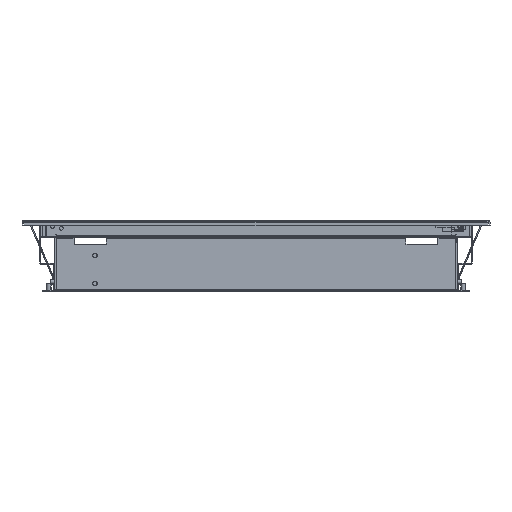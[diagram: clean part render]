
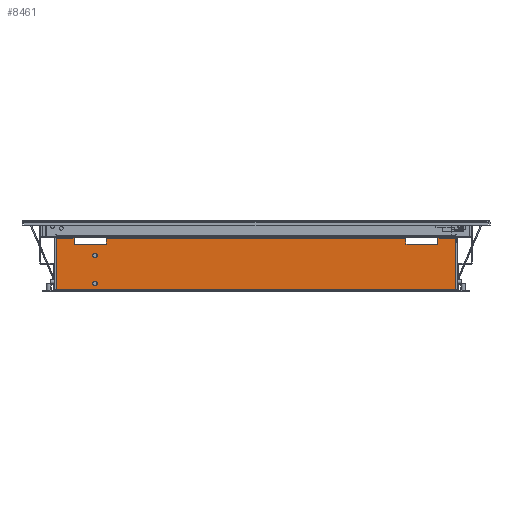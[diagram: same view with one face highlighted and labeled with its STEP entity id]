
A CAD part, front view. The second image highlights one B-rep face of the part: STEP entity #8461.
In plain terms, the highlighted planar face has unit normal (0, -1, 0).
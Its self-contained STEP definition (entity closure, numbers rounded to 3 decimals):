
#203 = EDGE_LOOP ( 'NONE', ( #2004, #13959, #18248, #9304, #16265, #5949, #2539, #10957, #12648, #13868, #20370, #18274 ) ) ;
#213 = EDGE_CURVE ( 'NONE', #18075, #10810, #4837, .T. ) ;
#609 = DIRECTION ( 'NONE',  ( 1., 0., 0. ) ) ;
#907 = DIRECTION ( 'NONE',  ( 0., 0., -1. ) ) ;
#1375 = ORIENTED_EDGE ( 'NONE', *, *, #14301, .F. ) ;
#1479 = CARTESIAN_POINT ( 'NONE',  ( 43., -1984., -21.5 ) ) ;
#2004 = ORIENTED_EDGE ( 'NONE', *, *, #2855, .F. ) ;
#2347 = VECTOR ( 'NONE', #18798, 1000. ) ;
#2539 = ORIENTED_EDGE ( 'NONE', *, *, #20211, .F. ) ;
#2855 = EDGE_CURVE ( 'NONE', #10810, #14213, #18621, .T. ) ;
#2913 = VERTEX_POINT ( 'NONE', #6295 ) ;
#3330 = DIRECTION ( 'NONE',  ( 0., 0., 1. ) ) ;
#3369 = CARTESIAN_POINT ( 'NONE',  ( 43., -1984., -22.5 ) ) ;
#3411 = EDGE_CURVE ( 'NONE', #10315, #2913, #3556, .T. ) ;
#3556 = CIRCLE ( 'NONE', #16447, 3. ) ;
#4003 = CARTESIAN_POINT ( 'NONE',  ( 91., -1984., -47. ) ) ;
#4193 = AXIS2_PLACEMENT_3D ( 'NONE', #22279, #15026, #7880 ) ;
#4412 = ORIENTED_EDGE ( 'NONE', *, *, #20713, .F. ) ;
#4481 = DIRECTION ( 'NONE',  ( 1., 0., 0. ) ) ;
#4626 = VECTOR ( 'NONE', #22517, 1000. ) ;
#4627 = DIRECTION ( 'NONE',  ( 0., 0., -1. ) ) ;
#4704 = VECTOR ( 'NONE', #3330, 1000. ) ;
#4837 = LINE ( 'NONE', #15441, #2347 ) ;
#5089 = CARTESIAN_POINT ( 'NONE',  ( 542., -1984., -22.5 ) ) ;
#5307 = DIRECTION ( 'NONE',  ( 0., -1., 0. ) ) ;
#5713 = DIRECTION ( 'NONE',  ( 0., 0., -1. ) ) ;
#5949 = ORIENTED_EDGE ( 'NONE', *, *, #20454, .F. ) ;
#6012 = DIRECTION ( 'NONE',  ( 0., -1., 0. ) ) ;
#6023 = CARTESIAN_POINT ( 'NONE',  ( 542., -1984., -86.5 ) ) ;
#6171 = EDGE_CURVE ( 'NONE', #16429, #16038, #20830, .T. ) ;
#6295 = CARTESIAN_POINT ( 'NONE',  ( 91., -1984., -41. ) ) ;
#6536 = EDGE_LOOP ( 'NONE', ( #4412, #13587 ) ) ;
#7067 = CIRCLE ( 'NONE', #17734, 3. ) ;
#7256 = DIRECTION ( 'NONE',  ( 1., 0., 0. ) ) ;
#7435 = CARTESIAN_POINT ( 'NONE',  ( 91., -1984., -44. ) ) ;
#7541 = EDGE_CURVE ( 'NONE', #9418, #15248, #14624, .T. ) ;
#7596 = CARTESIAN_POINT ( 'NONE',  ( 43., -1984., -22.5 ) ) ;
#7629 = VECTOR ( 'NONE', #609, 1000. ) ;
#7782 = VERTEX_POINT ( 'NONE', #21162 ) ;
#7815 = CARTESIAN_POINT ( 'NONE',  ( 65., -1984., -30. ) ) ;
#7880 = DIRECTION ( 'NONE',  ( 0., 0., -1. ) ) ;
#8144 = EDGE_LOOP ( 'NONE', ( #8288, #1375 ) ) ;
#8288 = ORIENTED_EDGE ( 'NONE', *, *, #15506, .F. ) ;
#8405 = DIRECTION ( 'NONE',  ( 0., 0., 1. ) ) ;
#8461 = ADVANCED_FACE ( 'NONE', ( #19955, #22244, #9456 ), #18332, .T. ) ;
#8506 = LINE ( 'NONE', #22792, #14012 ) ;
#8736 = AXIS2_PLACEMENT_3D ( 'NONE', #18657, #9891, #907 ) ;
#8814 = LINE ( 'NONE', #20107, #11894 ) ;
#9304 = ORIENTED_EDGE ( 'NONE', *, *, #15356, .F. ) ;
#9418 = VERTEX_POINT ( 'NONE', #20354 ) ;
#9456 = FACE_BOUND ( 'NONE', #8144, .T. ) ;
#9581 = VECTOR ( 'NONE', #22504, 1000. ) ;
#9603 = CARTESIAN_POINT ( 'NONE',  ( 0., -1984., -30. ) ) ;
#9891 = DIRECTION ( 'NONE',  ( 0., -1., 0. ) ) ;
#9913 = CARTESIAN_POINT ( 'NONE',  ( 105., -1984., 0. ) ) ;
#10233 = DIRECTION ( 'NONE',  ( 0., 0., 1. ) ) ;
#10315 = VERTEX_POINT ( 'NONE', #4003 ) ;
#10415 = CARTESIAN_POINT ( 'NONE',  ( 542., -1984., -89. ) ) ;
#10492 = VERTEX_POINT ( 'NONE', #12972 ) ;
#10810 = VERTEX_POINT ( 'NONE', #15841 ) ;
#10957 = ORIENTED_EDGE ( 'NONE', *, *, #7541, .F. ) ;
#11054 = VERTEX_POINT ( 'NONE', #5089 ) ;
#11894 = VECTOR ( 'NONE', #12384, 1000. ) ;
#12029 = LINE ( 'NONE', #10415, #4626 ) ;
#12118 = EDGE_CURVE ( 'NONE', #14213, #16429, #21815, .T. ) ;
#12384 = DIRECTION ( 'NONE',  ( -1., 0., 0. ) ) ;
#12436 = CARTESIAN_POINT ( 'NONE',  ( 91., -1984., -44. ) ) ;
#12481 = VECTOR ( 'NONE', #5713, 1000. ) ;
#12648 = ORIENTED_EDGE ( 'NONE', *, *, #18387, .F. ) ;
#12832 = EDGE_CURVE ( 'NONE', #18644, #18075, #18051, .T. ) ;
#12972 = CARTESIAN_POINT ( 'NONE',  ( 91., -1984., -82. ) ) ;
#13302 = LINE ( 'NONE', #3369, #18061 ) ;
#13376 = CARTESIAN_POINT ( 'NONE',  ( 0., -1984., 0. ) ) ;
#13587 = ORIENTED_EDGE ( 'NONE', *, *, #3411, .F. ) ;
#13793 = CARTESIAN_POINT ( 'NONE',  ( 520., -1984., -30. ) ) ;
#13868 = ORIENTED_EDGE ( 'NONE', *, *, #19890, .F. ) ;
#13959 = ORIENTED_EDGE ( 'NONE', *, *, #213, .F. ) ;
#14012 = VECTOR ( 'NONE', #8405, 1000. ) ;
#14206 = CARTESIAN_POINT ( 'NONE',  ( 43., -1984., -86.5 ) ) ;
#14213 = VERTEX_POINT ( 'NONE', #7815 ) ;
#14301 = EDGE_CURVE ( 'NONE', #10492, #18790, #20209, .T. ) ;
#14598 = VERTEX_POINT ( 'NONE', #6023 ) ;
#14624 = LINE ( 'NONE', #14964, #20264 ) ;
#14964 = CARTESIAN_POINT ( 'NONE',  ( 0., -1984., -30. ) ) ;
#15026 = DIRECTION ( 'NONE',  ( 0., -1., 0. ) ) ;
#15248 = VERTEX_POINT ( 'NONE', #13793 ) ;
#15356 = EDGE_CURVE ( 'NONE', #14598, #18644, #8814, .T. ) ;
#15441 = CARTESIAN_POINT ( 'NONE',  ( 43., -1984., -22.5 ) ) ;
#15477 = CARTESIAN_POINT ( 'NONE',  ( 520., -1984., -22.5 ) ) ;
#15506 = EDGE_CURVE ( 'NONE', #18790, #10492, #18174, .T. ) ;
#15841 = CARTESIAN_POINT ( 'NONE',  ( 65., -1984., -22.5 ) ) ;
#15878 = VECTOR ( 'NONE', #7256, 1000. ) ;
#16038 = VERTEX_POINT ( 'NONE', #16731 ) ;
#16265 = ORIENTED_EDGE ( 'NONE', *, *, #16899, .F. ) ;
#16429 = VERTEX_POINT ( 'NONE', #16814 ) ;
#16447 = AXIS2_PLACEMENT_3D ( 'NONE', #12436, #5307, #19030 ) ;
#16731 = CARTESIAN_POINT ( 'NONE',  ( 105., -1984., -22.5 ) ) ;
#16814 = CARTESIAN_POINT ( 'NONE',  ( 105., -1984., -30. ) ) ;
#16899 = EDGE_CURVE ( 'NONE', #11054, #14598, #12029, .T. ) ;
#17734 = AXIS2_PLACEMENT_3D ( 'NONE', #7435, #19879, #17922 ) ;
#17738 = LINE ( 'NONE', #7596, #15878 ) ;
#17922 = DIRECTION ( 'NONE',  ( 0., 0., -1. ) ) ;
#18051 = LINE ( 'NONE', #1479, #4704 ) ;
#18061 = VECTOR ( 'NONE', #20772, 1000. ) ;
#18075 = VERTEX_POINT ( 'NONE', #20134 ) ;
#18174 = CIRCLE ( 'NONE', #4193, 3. ) ;
#18248 = ORIENTED_EDGE ( 'NONE', *, *, #12832, .F. ) ;
#18274 = ORIENTED_EDGE ( 'NONE', *, *, #12118, .F. ) ;
#18332 = PLANE ( 'NONE',  #22131 ) ;
#18387 = EDGE_CURVE ( 'NONE', #7782, #9418, #19769, .T. ) ;
#18460 = CARTESIAN_POINT ( 'NONE',  ( 91., -1984., -76. ) ) ;
#18621 = LINE ( 'NONE', #22294, #9581 ) ;
#18644 = VERTEX_POINT ( 'NONE', #14206 ) ;
#18657 = CARTESIAN_POINT ( 'NONE',  ( 91., -1984., -79. ) ) ;
#18790 = VERTEX_POINT ( 'NONE', #18460 ) ;
#18798 = DIRECTION ( 'NONE',  ( 1., 0., 0. ) ) ;
#19030 = DIRECTION ( 'NONE',  ( 0., 0., -1. ) ) ;
#19769 = LINE ( 'NONE', #21497, #12481 ) ;
#19879 = DIRECTION ( 'NONE',  ( 0., -1., 0. ) ) ;
#19890 = EDGE_CURVE ( 'NONE', #16038, #7782, #13302, .T. ) ;
#19955 = FACE_BOUND ( 'NONE', #6536, .T. ) ;
#20107 = CARTESIAN_POINT ( 'NONE',  ( 542., -1984., -86.5 ) ) ;
#20134 = CARTESIAN_POINT ( 'NONE',  ( 43., -1984., -22.5 ) ) ;
#20209 = CIRCLE ( 'NONE', #8736, 3. ) ;
#20211 = EDGE_CURVE ( 'NONE', #15248, #20770, #8506, .T. ) ;
#20264 = VECTOR ( 'NONE', #4481, 1000. ) ;
#20354 = CARTESIAN_POINT ( 'NONE',  ( 480., -1984., -30. ) ) ;
#20370 = ORIENTED_EDGE ( 'NONE', *, *, #6171, .F. ) ;
#20454 = EDGE_CURVE ( 'NONE', #20770, #11054, #17738, .T. ) ;
#20713 = EDGE_CURVE ( 'NONE', #2913, #10315, #7067, .T. ) ;
#20770 = VERTEX_POINT ( 'NONE', #15477 ) ;
#20772 = DIRECTION ( 'NONE',  ( 1., 0., 0. ) ) ;
#20830 = LINE ( 'NONE', #9913, #21053 ) ;
#21053 = VECTOR ( 'NONE', #10233, 1000. ) ;
#21162 = CARTESIAN_POINT ( 'NONE',  ( 480., -1984., -22.5 ) ) ;
#21497 = CARTESIAN_POINT ( 'NONE',  ( 480., -1984., 0. ) ) ;
#21815 = LINE ( 'NONE', #9603, #7629 ) ;
#22131 = AXIS2_PLACEMENT_3D ( 'NONE', #13376, #6012, #4627 ) ;
#22244 = FACE_OUTER_BOUND ( 'NONE', #203, .T. ) ;
#22279 = CARTESIAN_POINT ( 'NONE',  ( 91., -1984., -79. ) ) ;
#22294 = CARTESIAN_POINT ( 'NONE',  ( 65., -1984., 0. ) ) ;
#22504 = DIRECTION ( 'NONE',  ( 0., 0., -1. ) ) ;
#22517 = DIRECTION ( 'NONE',  ( 0., 0., -1. ) ) ;
#22792 = CARTESIAN_POINT ( 'NONE',  ( 520., -1984., 0. ) ) ;
